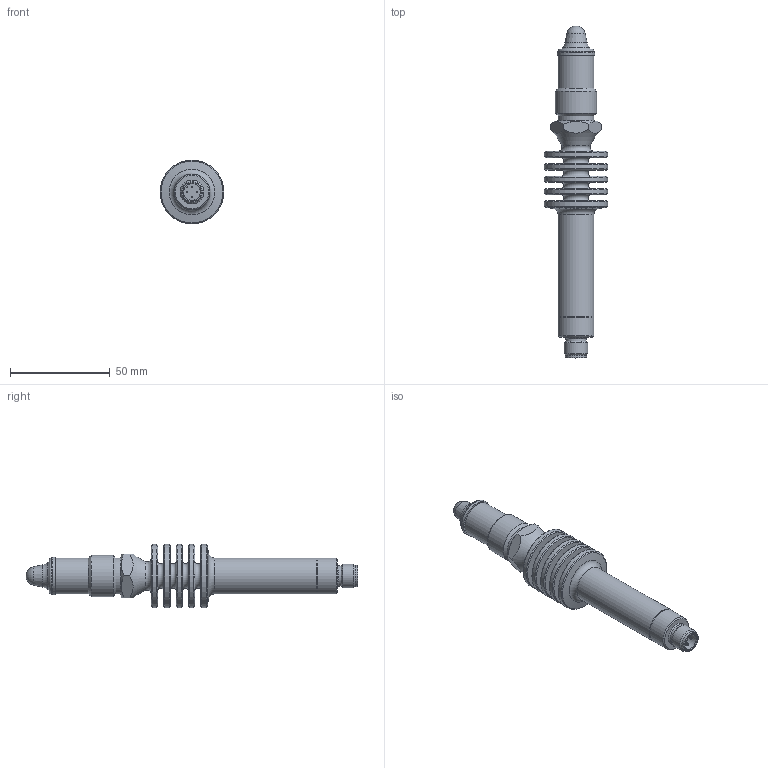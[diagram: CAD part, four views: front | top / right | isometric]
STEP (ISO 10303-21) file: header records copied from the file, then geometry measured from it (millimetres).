
FILE_DESCRIPTION(/* description */ ('Unknown'),/* implementation_level */ '2;1');
FILE_NAME(/* name */ 'LBFS-03J21.0',/* time_stamp */ '2021-04-27T10:25:31+02:00',/* author */ ('Unknown'),/* organization */ ('Baumer'),/* preprocessor_version */ 'ST-DEVELOPER v16.7',/* originating_system */ 'Solid Edge',/* authorisation */ 'Unknown');
FILE_SCHEMA (('AUTOMOTIVE_DESIGN {1 0 10303 214 3 1 1}'));
Length unit declared in the file: millimetre
Products named in the file (1): Part1
Bounding box: 32 x 166.19 x 32 mm (x, y, z)
Volume: 31000.2 mm3; surface area: 23925.9 mm2
Topology: 1 solids, 8 shells, 213 faces, 506 edges, 327 vertices
Faces by surface type: plane 81, cylinder 64, cone 36, torus 31, sphere 1
Full cylindrical faces by diameter (mm): 8 x1, 8.3 x1, 9.4 x1, 9.6 x1, 10 x1, 10.4 x1, 10.6 x1, 12 x1, 12.697 x1, 13 x2, 15 x1, 15.1 x2, 15.15 x3, 15.45 x4, 15.5 x1, 16.4 x1, 16.5 x1, 18 x4, 18.1 x1, 19 x1, 20.8 x1, 32 x5
Entity records: 6981 total; most frequent: CARTESIAN_POINT 1142, DIRECTION 904, ORIENTED_EDGE 750, AXIS2_PLACEMENT_3D 391, EDGE_CURVE 375, FACE_BOUND 336, EDGE_LOOP 335, VERTEX_POINT 289
